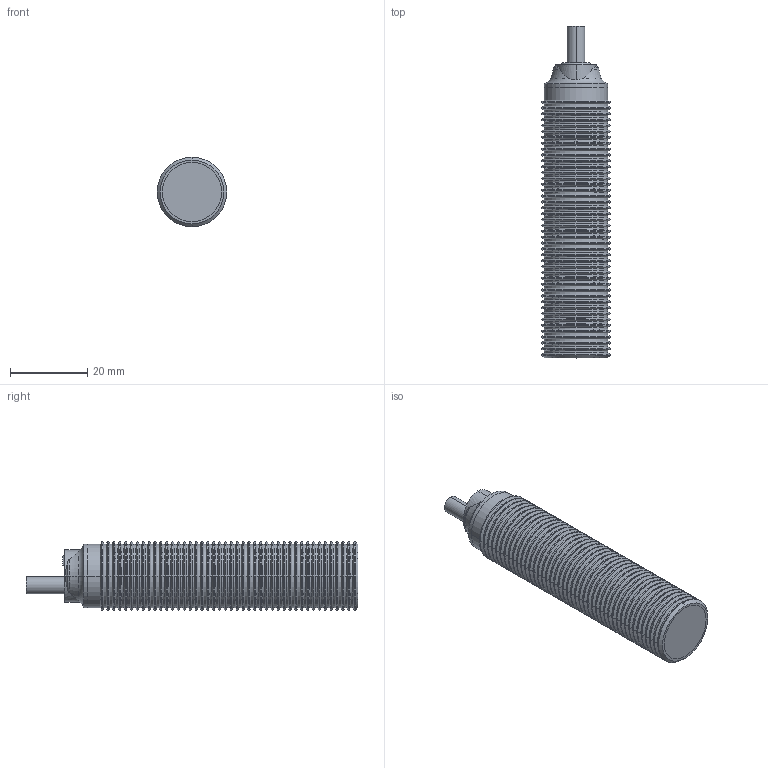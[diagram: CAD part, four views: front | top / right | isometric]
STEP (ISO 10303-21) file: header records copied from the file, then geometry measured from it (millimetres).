
FILE_DESCRIPTION(('STEP AP214'),'1');
FILE_NAME('cctmp_A11717E5-D435-4C9A-80FD-D82E31035BA6_2021_2_23_11_43_58_372..stp','2021-02-23T10:43:58',('Pepperl+Fuchs GmbH'),('CADClick - www.CADClick.com'),'Spatial InterOp 3D',' ','unknown authorization');
FILE_SCHEMA(('AUTOMOTIVE_DESIGN { 1 0 10303 214 1 1 1 1 }'));
Length unit declared in the file: millimetre
Products named in the file (1): 1
Bounding box: 18 x 85.91 x 18 mm (x, y, z)
Volume: 16993.6 mm3; surface area: 6889.3 mm2
Topology: 2 solids, 2 shells, 397 faces, 811 edges, 422 vertices
Faces by surface type: cylinder 188, cone 185, plane 12, torus 10, bspline 2
Entity records: 13563 total; most frequent: DIRECTION 1991, CARTESIAN_POINT 1915, ORIENTED_EDGE 1620, EDGE_CURVE 810, AXIS2_PLACEMENT_3D 806, VERTEX_POINT 422, CIRCLE 407, EDGE_LOOP 402
